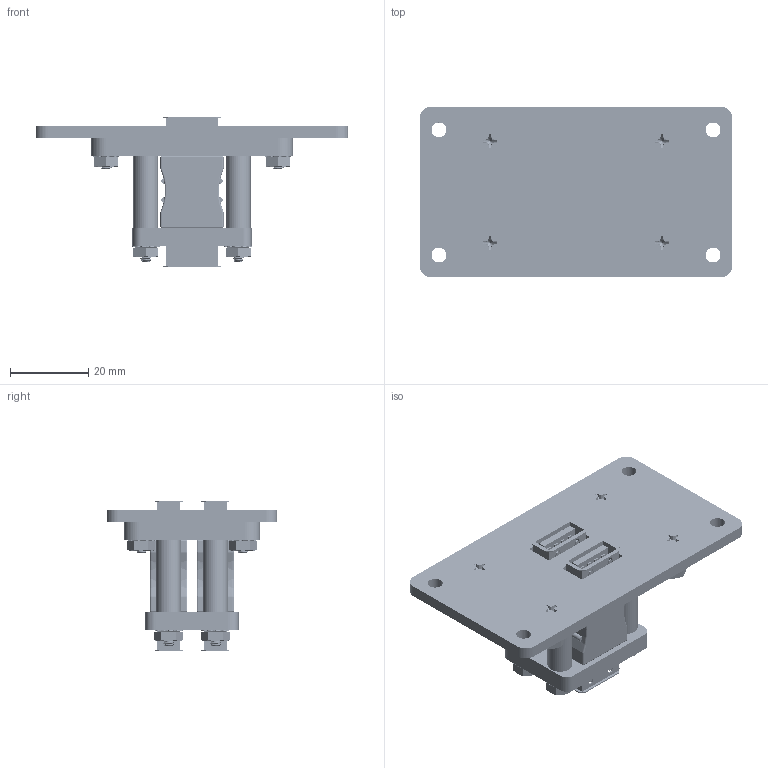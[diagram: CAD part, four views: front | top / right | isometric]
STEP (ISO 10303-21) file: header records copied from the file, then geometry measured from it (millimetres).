
FILE_DESCRIPTION (( 'STEP AP203' ), '1' );
FILE_NAME ('P-P22#2-B1RX_3D.STEP', '2023-01-05T16:40:30', ( '' ), ( '' ), 'SwSTEP 2.0', 'SolidWorks 2021', '' );
FILE_SCHEMA (( 'CONFIG_CONTROL_DESIGN' ));
Length unit declared in the file: millimetre
Products named in the file (10): P-P22#2-B1RX_BP180_1; Z-001-SPR_3_4; Z-002-4401_4HN_90675A005; Z-300-USB-A-FF; Z-000-44011_4FH_90273A117; P-P22#2-B1RX_TP180_1; P-P22#2-B1RX_3D; P22; Z-000-440716FH_90273A416; P-P22#2-B1RX_FP120_1
Assembly tree (26 placements, depth 3):
  P-P22#2-B1RX_3D
    P-P22#2-B1RX_BP180_1
    P-P22#2-B1RX_FP120_1
    P-P22#2-B1RX_TP180_1
    P22  x2
      Z-300-USB-A-FF
    Z-000-44011_4FH_90273A117  x4
    Z-000-440716FH_90273A416  x4
    Z-001-SPR_3_4  x4
    Z-002-4401_4HN_90675A005  x8
Bounding box: 80.01 x 43.69 x 38.3 mm (x, y, z)
Volume: 28404.7 mm3; surface area: 27464.5 mm2
Topology: 25 solids, 25 shells, 2792 faces, 7918 edges, 5188 vertices
Faces by surface type: cylinder 1290, plane 892, cone 324, bspline 246, sphere 32, torus 8
Entity records: 36456 total; most frequent: CARTESIAN_POINT 14433, ORIENTED_EDGE 4878, DIRECTION 3551, EDGE_CURVE 2439, VERTEX_POINT 1606, VECTOR 1421, LINE 1421, AXIS2_PLACEMENT_3D 1065
